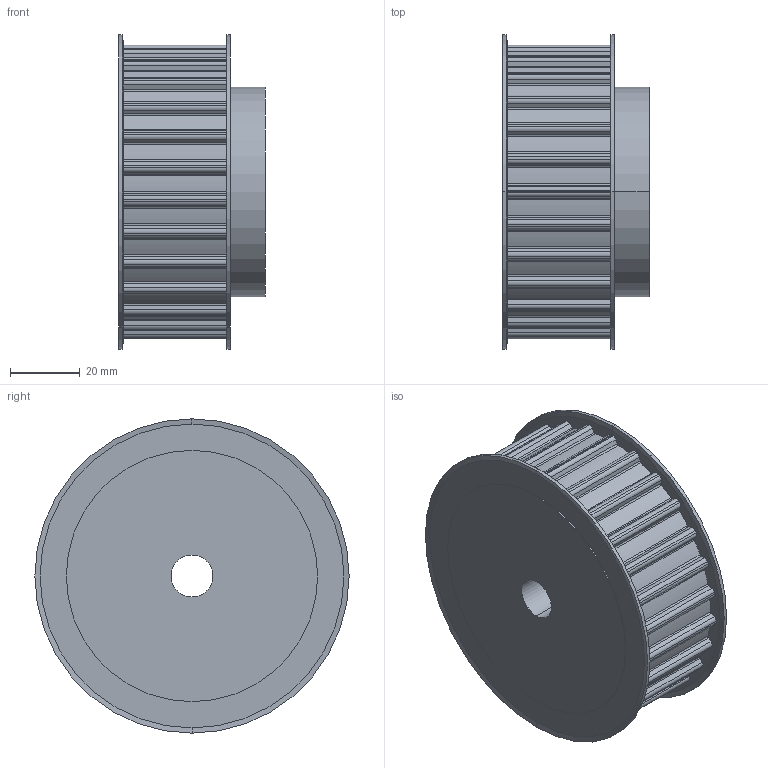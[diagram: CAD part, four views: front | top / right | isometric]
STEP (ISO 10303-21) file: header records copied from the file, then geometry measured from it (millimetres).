
FILE_DESCRIPTION(('STEP AP214'),'1');
FILE_NAME('cctmp_70065022-AE96-4E15-ABA3-D882D13CF5F9_2021_1_7_12_54_4_159..stp','2021-01-07T11:54:04',('Mulco-Europe EWIV'),('CADClick - www.CADClick.com'),'Spatial InterOp 3D',' ','unknown authorization');
FILE_SCHEMA(('AUTOMOTIVE_DESIGN'));
Length unit declared in the file: millimetre
Products named in the file (1): 2021_01_07__12-54-04-144
Bounding box: 42 x 90 x 90 mm (x, y, z)
Volume: 190200.6 mm3; surface area: 28706.7 mm2
Topology: 1 solids, 1 shells, 244 faces, 703 edges, 466 vertices
Faces by surface type: cylinder 175, plane 61, cone 8
Entity records: 10161 total; most frequent: DIRECTION 1551, CARTESIAN_POINT 1414, ORIENTED_EDGE 1406, EDGE_CURVE 703, AXIS2_PLACEMENT_3D 603, VERTEX_POINT 466, CIRCLE 358, LINE 345
